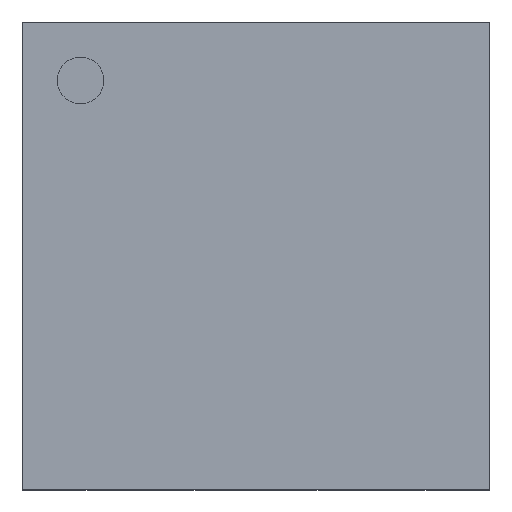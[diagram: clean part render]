
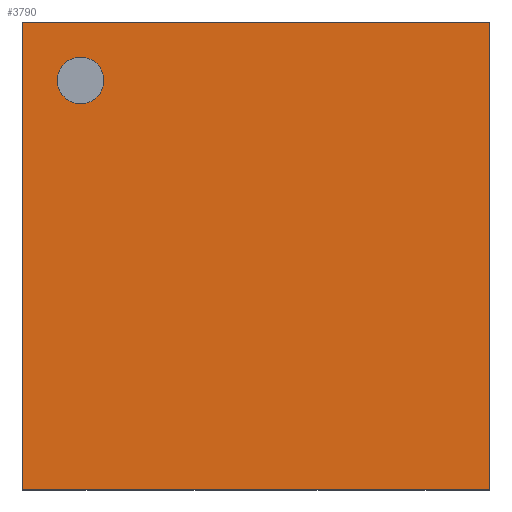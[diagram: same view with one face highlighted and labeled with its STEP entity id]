
A CAD part, top view. The second image highlights one B-rep face of the part: STEP entity #3790.
In plain terms, the highlighted planar face has unit normal (0, 0, 1).
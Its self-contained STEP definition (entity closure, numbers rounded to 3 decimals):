
#2971 = VERTEX_POINT('',#2972);
#2972 = CARTESIAN_POINT('',(-2.,2.,1.));
#2978 = EDGE_CURVE('',#2971,#2979,#2981,.T.);
#2979 = VERTEX_POINT('',#2980);
#2980 = CARTESIAN_POINT('',(-2.,-2.,1.));
#2981 = LINE('',#2982,#2983);
#2982 = CARTESIAN_POINT('',(-2.,2.,1.));
#2983 = VECTOR('',#2984,1.);
#2984 = DIRECTION('',(0.,-1.,0.));
#3186 = VERTEX_POINT('',#3187);
#3187 = CARTESIAN_POINT('',(2.,2.,1.));
#3193 = EDGE_CURVE('',#3186,#2971,#3194,.T.);
#3194 = LINE('',#3195,#3196);
#3195 = CARTESIAN_POINT('',(2.,2.,1.));
#3196 = VECTOR('',#3197,1.);
#3197 = DIRECTION('',(-1.,0.,0.));
#3387 = VERTEX_POINT('',#3388);
#3388 = CARTESIAN_POINT('',(2.,-2.,1.));
#3394 = EDGE_CURVE('',#3387,#3186,#3395,.T.);
#3395 = LINE('',#3396,#3397);
#3396 = CARTESIAN_POINT('',(2.,-2.,1.));
#3397 = VECTOR('',#3398,1.);
#3398 = DIRECTION('',(0.,1.,0.));
#3595 = EDGE_CURVE('',#2979,#3387,#3596,.T.);
#3596 = LINE('',#3597,#3598);
#3597 = CARTESIAN_POINT('',(-2.,-2.,1.));
#3598 = VECTOR('',#3599,1.);
#3599 = DIRECTION('',(1.,0.,0.));
#3790 = ADVANCED_FACE('',(#3791),#3797,.T.);
#3791 = FACE_BOUND('',#3792,.F.);
#3792 = EDGE_LOOP('',(#3793,#3794,#3795,#3796));
#3793 = ORIENTED_EDGE('',*,*,#2978,.F.);
#3794 = ORIENTED_EDGE('',*,*,#3193,.F.);
#3795 = ORIENTED_EDGE('',*,*,#3394,.F.);
#3796 = ORIENTED_EDGE('',*,*,#3595,.F.);
#3797 = PLANE('',#3798);
#3798 = AXIS2_PLACEMENT_3D('',#3799,#3800,#3801);
#3799 = CARTESIAN_POINT('',(0.,0.,1.));
#3800 = DIRECTION('',(0.,0.,1.));
#3801 = DIRECTION('',(1.,0.,0.));
